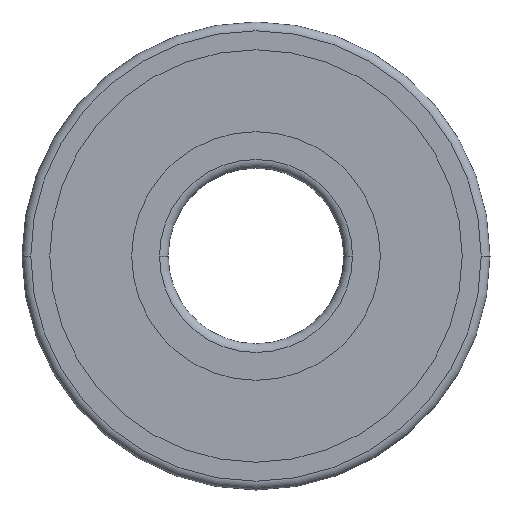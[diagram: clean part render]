
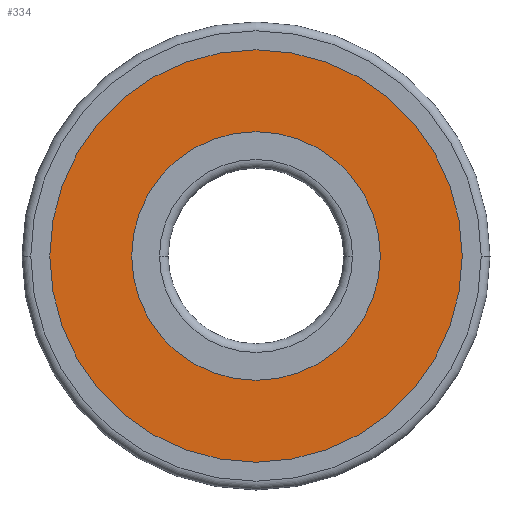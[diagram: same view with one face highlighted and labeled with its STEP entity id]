
A CAD part, left-side view. The second image highlights one B-rep face of the part: STEP entity #334.
In plain terms, the highlighted planar face has unit normal (-1, 0, 0).
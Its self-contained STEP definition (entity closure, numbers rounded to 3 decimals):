
#334=ADVANCED_FACE('',(#679,#680),#681,.T.);
#679=FACE_OUTER_BOUND('',#1046,.T.);
#680=FACE_BOUND('',#1047,.T.);
#681=PLANE('',#1048);
#1046=EDGE_LOOP('',(#1961,#1962));
#1047=EDGE_LOOP('',(#1963,#1964));
#1048=AXIS2_PLACEMENT_3D('',#1965,#1966,#1967);
#1961=ORIENTED_EDGE('',*,*,#2387,.F.);
#1962=ORIENTED_EDGE('',*,*,#2391,.F.);
#1963=ORIENTED_EDGE('',*,*,#2392,.T.);
#1964=ORIENTED_EDGE('',*,*,#2382,.T.);
#1965=CARTESIAN_POINT('',(0.0,0.,11.3));
#1966=DIRECTION('',(-1.0,-0.0,0.0));
#1967=DIRECTION('',(0.0,0.0,1.0));
#2382=EDGE_CURVE('',#2932,#2929,#2933,.T.);
#2387=EDGE_CURVE('',#2938,#2941,#2942,.T.);
#2391=EDGE_CURVE('',#2941,#2938,#2947,.T.);
#2392=EDGE_CURVE('',#2929,#2932,#2948,.T.);
#2929=VERTEX_POINT('',#4529);
#2932=VERTEX_POINT('',#4533);
#2933=CIRCLE('',#4534,8.5);
#2938=VERTEX_POINT('',#4540);
#2941=VERTEX_POINT('',#4544);
#2942=CIRCLE('',#4545,14.1);
#2947=CIRCLE('',#4551,14.1);
#2948=CIRCLE('',#4552,8.5);
#4529=CARTESIAN_POINT('',(0.0,0.,8.5));
#4533=CARTESIAN_POINT('',(0.0,0.,-8.5));
#4534=AXIS2_PLACEMENT_3D('',#5133,#5134,#5135);
#4540=CARTESIAN_POINT('',(0.0,0.,14.1));
#4544=CARTESIAN_POINT('',(0.0,0.,-14.1));
#4545=AXIS2_PLACEMENT_3D('',#5141,#5142,#5143);
#4551=AXIS2_PLACEMENT_3D('',#5148,#5149,#5150);
#4552=AXIS2_PLACEMENT_3D('',#5151,#5152,#5153);
#5133=CARTESIAN_POINT('',(0.0,0.0,0.0));
#5134=DIRECTION('',(1.0,0.0,-0.0));
#5135=DIRECTION('',(0.0,0.,1.0));
#5141=CARTESIAN_POINT('',(0.0,0.0,0.0));
#5142=DIRECTION('',(1.0,0.0,-0.0));
#5143=DIRECTION('',(0.0,0.,1.0));
#5148=CARTESIAN_POINT('',(0.0,0.0,0.0));
#5149=DIRECTION('',(1.0,0.0,-0.0));
#5150=DIRECTION('',(0.0,0.,1.0));
#5151=CARTESIAN_POINT('',(0.0,0.0,0.0));
#5152=DIRECTION('',(1.0,0.0,-0.0));
#5153=DIRECTION('',(0.0,0.,1.0));
